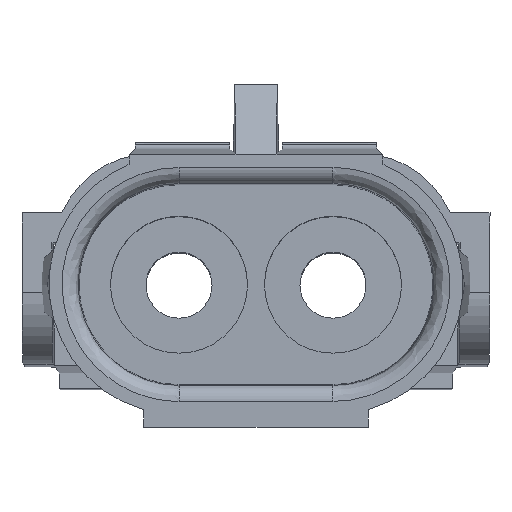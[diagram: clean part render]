
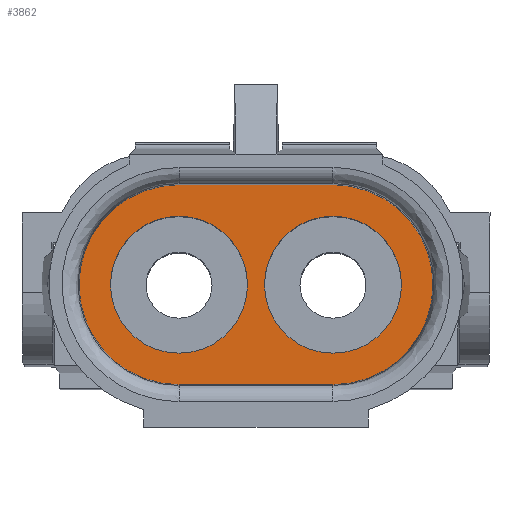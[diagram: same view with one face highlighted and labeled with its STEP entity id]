
A CAD part, top view. The second image highlights one B-rep face of the part: STEP entity #3862.
In plain terms, the highlighted planar face has unit normal (0, 0, 1).
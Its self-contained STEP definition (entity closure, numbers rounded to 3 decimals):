
#78 = EDGE_CURVE ( 'NONE', #1432, #4597, #5095, .T. ) ;
#98 = CIRCLE ( 'NONE', #3588, 3.425 ) ;
#237 = DIRECTION ( 'NONE',  ( 1., 0., 0. ) ) ;
#399 = DIRECTION ( 'NONE',  ( 1., 0., 0. ) ) ;
#499 = FACE_BOUND ( 'NONE', #6793, .T. ) ;
#518 = ORIENTED_EDGE ( 'NONE', *, *, #1350, .F. ) ;
#530 = FACE_BOUND ( 'NONE', #4500, .T. ) ;
#615 = DIRECTION ( 'NONE',  ( 0., 0., 1. ) ) ;
#669 = AXIS2_PLACEMENT_3D ( 'NONE', #965, #7273, #3840 ) ;
#725 = DIRECTION ( 'NONE',  ( 1., 0., 0. ) ) ;
#761 = CARTESIAN_POINT ( 'NONE',  ( 8.85, 0., -1.3 ) ) ;
#807 = EDGE_CURVE ( 'NONE', #6656, #5854, #5701, .T. ) ;
#816 = CARTESIAN_POINT ( 'NONE',  ( -3.85, 0., -1.3 ) ) ;
#886 = EDGE_CURVE ( 'NONE', #4365, #2854, #5402, .T. ) ;
#904 = DIRECTION ( 'NONE',  ( 0., 0., 1. ) ) ;
#951 = CARTESIAN_POINT ( 'NONE',  ( -8.956, -5., -1.3 ) ) ;
#965 = CARTESIAN_POINT ( 'NONE',  ( 3.85, 0., -1.3 ) ) ;
#1148 = VECTOR ( 'NONE', #6374, 1000. ) ;
#1258 = DIRECTION ( 'NONE',  ( 1., 0., 0. ) ) ;
#1350 = EDGE_CURVE ( 'NONE', #4597, #1432, #1377, .T. ) ;
#1377 = CIRCLE ( 'NONE', #669, 3.425 ) ;
#1424 = VERTEX_POINT ( 'NONE', #6372 ) ;
#1432 = VERTEX_POINT ( 'NONE', #5209 ) ;
#1458 = CARTESIAN_POINT ( 'NONE',  ( 0.425, 0., -1.3 ) ) ;
#1573 = AXIS2_PLACEMENT_3D ( 'NONE', #816, #7053, #7129 ) ;
#1756 = CARTESIAN_POINT ( 'NONE',  ( 3.85, -5., -1.3 ) ) ;
#1848 = CARTESIAN_POINT ( 'NONE',  ( -3.85, 0., -1.3 ) ) ;
#1858 = AXIS2_PLACEMENT_3D ( 'NONE', #2529, #3094, #725 ) ;
#1906 = AXIS2_PLACEMENT_3D ( 'NONE', #3468, #904, #237 ) ;
#2239 = VECTOR ( 'NONE', #5363, 1000. ) ;
#2244 = ORIENTED_EDGE ( 'NONE', *, *, #807, .T. ) ;
#2271 = CIRCLE ( 'NONE', #7430, 3.425 ) ;
#2356 = CARTESIAN_POINT ( 'NONE',  ( -3.85, 0., -1.3 ) ) ;
#2371 = VERTEX_POINT ( 'NONE', #4274 ) ;
#2529 = CARTESIAN_POINT ( 'NONE',  ( 3.85, 0., -1.3 ) ) ;
#2548 = DIRECTION ( 'NONE',  ( 1., 0., 0. ) ) ;
#2634 = VERTEX_POINT ( 'NONE', #761 ) ;
#2690 = CARTESIAN_POINT ( 'NONE',  ( -3.85, -5., -1.3 ) ) ;
#2782 = DIRECTION ( 'NONE',  ( 0., 0., 1. ) ) ;
#2854 = VERTEX_POINT ( 'NONE', #2690 ) ;
#2876 = EDGE_CURVE ( 'NONE', #4365, #2634, #5418, .T. ) ;
#3094 = DIRECTION ( 'NONE',  ( 0., 0., 1. ) ) ;
#3440 = EDGE_LOOP ( 'NONE', ( #3979, #7167, #2244, #5088, #7216 ) ) ;
#3468 = CARTESIAN_POINT ( 'NONE',  ( 3.85, 0., -1.3 ) ) ;
#3523 = EDGE_CURVE ( 'NONE', #2371, #1424, #2271, .T. ) ;
#3588 = AXIS2_PLACEMENT_3D ( 'NONE', #2356, #4657, #1258 ) ;
#3594 = ORIENTED_EDGE ( 'NONE', *, *, #3523, .F. ) ;
#3807 = ORIENTED_EDGE ( 'NONE', *, *, #78, .F. ) ;
#3840 = DIRECTION ( 'NONE',  ( 1., 0., 0. ) ) ;
#3855 = PLANE ( 'NONE',  #6818 ) ;
#3862 = ADVANCED_FACE ( 'NONE', ( #499, #530, #7325 ), #3855, .T. ) ;
#3869 = CARTESIAN_POINT ( 'NONE',  ( 3.85, 0., -1.3 ) ) ;
#3979 = ORIENTED_EDGE ( 'NONE', *, *, #2876, .T. ) ;
#3985 = CIRCLE ( 'NONE', #1573, 5. ) ;
#4121 = EDGE_CURVE ( 'NONE', #2634, #6656, #7417, .T. ) ;
#4153 = DIRECTION ( 'NONE',  ( 1., 0., 0. ) ) ;
#4274 = CARTESIAN_POINT ( 'NONE',  ( -7.275, 0., -1.3 ) ) ;
#4365 = VERTEX_POINT ( 'NONE', #1756 ) ;
#4390 = ORIENTED_EDGE ( 'NONE', *, *, #5261, .F. ) ;
#4500 = EDGE_LOOP ( 'NONE', ( #4390, #3594 ) ) ;
#4597 = VERTEX_POINT ( 'NONE', #1458 ) ;
#4609 = CARTESIAN_POINT ( 'NONE',  ( -3.85, 5., -1.3 ) ) ;
#4657 = DIRECTION ( 'NONE',  ( 0., 0., 1. ) ) ;
#5088 = ORIENTED_EDGE ( 'NONE', *, *, #5606, .T. ) ;
#5095 = CIRCLE ( 'NONE', #1858, 3.425 ) ;
#5209 = CARTESIAN_POINT ( 'NONE',  ( 7.275, 0., -1.3 ) ) ;
#5261 = EDGE_CURVE ( 'NONE', #1424, #2371, #98, .T. ) ;
#5363 = DIRECTION ( 'NONE',  ( -1., 0., 0. ) ) ;
#5402 = LINE ( 'NONE', #7123, #2239 ) ;
#5407 = DIRECTION ( 'NONE',  ( 0., 0., 1. ) ) ;
#5418 = CIRCLE ( 'NONE', #6615, 5. ) ;
#5606 = EDGE_CURVE ( 'NONE', #5854, #2854, #3985, .T. ) ;
#5701 = LINE ( 'NONE', #6298, #1148 ) ;
#5854 = VERTEX_POINT ( 'NONE', #4609 ) ;
#5890 = CARTESIAN_POINT ( 'NONE',  ( 3.85, 5., -1.3 ) ) ;
#6298 = CARTESIAN_POINT ( 'NONE',  ( -3.85, 5., -1.3 ) ) ;
#6372 = CARTESIAN_POINT ( 'NONE',  ( -0.425, 0., -1.3 ) ) ;
#6374 = DIRECTION ( 'NONE',  ( -1., 0., 0. ) ) ;
#6615 = AXIS2_PLACEMENT_3D ( 'NONE', #3869, #5407, #2548 ) ;
#6656 = VERTEX_POINT ( 'NONE', #5890 ) ;
#6793 = EDGE_LOOP ( 'NONE', ( #3807, #518 ) ) ;
#6818 = AXIS2_PLACEMENT_3D ( 'NONE', #951, #2782, #399 ) ;
#7053 = DIRECTION ( 'NONE',  ( 0., 0., 1. ) ) ;
#7123 = CARTESIAN_POINT ( 'NONE',  ( -3.85, -5., -1.3 ) ) ;
#7129 = DIRECTION ( 'NONE',  ( 1., 0., 0. ) ) ;
#7167 = ORIENTED_EDGE ( 'NONE', *, *, #4121, .T. ) ;
#7216 = ORIENTED_EDGE ( 'NONE', *, *, #886, .F. ) ;
#7273 = DIRECTION ( 'NONE',  ( 0., 0., 1. ) ) ;
#7325 = FACE_OUTER_BOUND ( 'NONE', #3440, .T. ) ;
#7417 = CIRCLE ( 'NONE', #1906, 5. ) ;
#7430 = AXIS2_PLACEMENT_3D ( 'NONE', #1848, #615, #4153 ) ;
